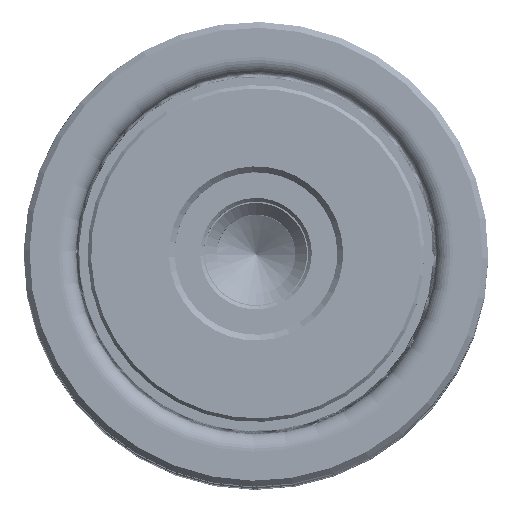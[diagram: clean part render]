
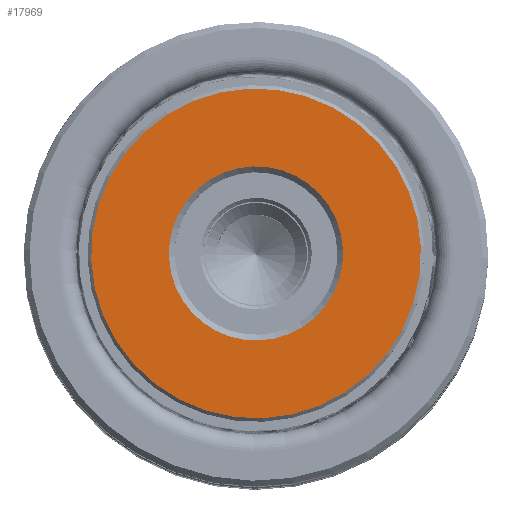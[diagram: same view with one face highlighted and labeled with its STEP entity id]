
A CAD part, top view. The second image highlights one B-rep face of the part: STEP entity #17969.
In plain terms, the highlighted face is planar.
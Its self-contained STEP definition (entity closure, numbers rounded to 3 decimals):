
#1114 = AXIS2_PLACEMENT_3D ( 'NONE', #49215, #25168, #1130 ) ;
#1130 = DIRECTION ( 'NONE',  ( 1., 0., 0. ) ) ;
#3385 = VERTEX_POINT ( 'NONE', #12766 ) ;
#3643 = DIRECTION ( 'NONE',  ( 0., 0., 1. ) ) ;
#5520 = CARTESIAN_POINT ( 'NONE',  ( 7.5, 0., 0. ) ) ;
#5548 = EDGE_CURVE ( 'NONE', #16120, #20520, #15142, .T. ) ;
#6730 = CIRCLE ( 'NONE', #1114, 14.2 ) ;
#9171 = EDGE_LOOP ( 'NONE', ( #21828, #15284 ) ) ;
#12189 = VERTEX_POINT ( 'NONE', #29845 ) ;
#12766 = CARTESIAN_POINT ( 'NONE',  ( 14.2, 0., 0. ) ) ;
#13505 = DIRECTION ( 'NONE',  ( 0., 0., -1. ) ) ;
#14102 = ORIENTED_EDGE ( 'NONE', *, *, #32023, .T. ) ;
#15142 = CIRCLE ( 'NONE', #23417, 7.5 ) ;
#15284 = ORIENTED_EDGE ( 'NONE', *, *, #5548, .T. ) ;
#15440 = EDGE_LOOP ( 'NONE', ( #14102, #41982 ) ) ;
#16120 = VERTEX_POINT ( 'NONE', #5520 ) ;
#16366 = FACE_OUTER_BOUND ( 'NONE', #15440, .T. ) ;
#16563 = CIRCLE ( 'NONE', #18971, 14.2 ) ;
#17969 = ADVANCED_FACE ( 'NONE', ( #16366, #47115 ), #51698, .F. ) ;
#18971 = AXIS2_PLACEMENT_3D ( 'NONE', #37581, #13505, #41615 ) ;
#19976 = DIRECTION ( 'NONE',  ( 0., 0., 1. ) ) ;
#20520 = VERTEX_POINT ( 'NONE', #39820 ) ;
#21828 = ORIENTED_EDGE ( 'NONE', *, *, #38118, .T. ) ;
#23074 = AXIS2_PLACEMENT_3D ( 'NONE', #23646, #3643, #31778 ) ;
#23417 = AXIS2_PLACEMENT_3D ( 'NONE', #47952, #23889, #32675 ) ;
#23646 = CARTESIAN_POINT ( 'NONE',  ( 0., 0., 0. ) ) ;
#23889 = DIRECTION ( 'NONE',  ( 0., 0., 1. ) ) ;
#25168 = DIRECTION ( 'NONE',  ( 0., 0., -1. ) ) ;
#29845 = CARTESIAN_POINT ( 'NONE',  ( -14.2, 0., 0. ) ) ;
#31778 = DIRECTION ( 'NONE',  ( 1., 0., 0. ) ) ;
#32023 = EDGE_CURVE ( 'NONE', #3385, #12189, #16563, .T. ) ;
#32675 = DIRECTION ( 'NONE',  ( 1., 0., 0. ) ) ;
#34768 = AXIS2_PLACEMENT_3D ( 'NONE', #44021, #19976, #48046 ) ;
#36445 = CIRCLE ( 'NONE', #34768, 7.5 ) ;
#37581 = CARTESIAN_POINT ( 'NONE',  ( 0., 0., 0. ) ) ;
#38118 = EDGE_CURVE ( 'NONE', #20520, #16120, #36445, .T. ) ;
#39820 = CARTESIAN_POINT ( 'NONE',  ( -7.5, 0., 0. ) ) ;
#40827 = EDGE_CURVE ( 'NONE', #12189, #3385, #6730, .T. ) ;
#41615 = DIRECTION ( 'NONE',  ( 1., 0., 0. ) ) ;
#41982 = ORIENTED_EDGE ( 'NONE', *, *, #40827, .T. ) ;
#44021 = CARTESIAN_POINT ( 'NONE',  ( 0., 0., 0. ) ) ;
#47115 = FACE_BOUND ( 'NONE', #9171, .T. ) ;
#47952 = CARTESIAN_POINT ( 'NONE',  ( 0., 0., 0. ) ) ;
#48046 = DIRECTION ( 'NONE',  ( 1., 0., 0. ) ) ;
#49215 = CARTESIAN_POINT ( 'NONE',  ( 0., 0., 0. ) ) ;
#51698 = PLANE ( 'NONE',  #23074 ) ;
